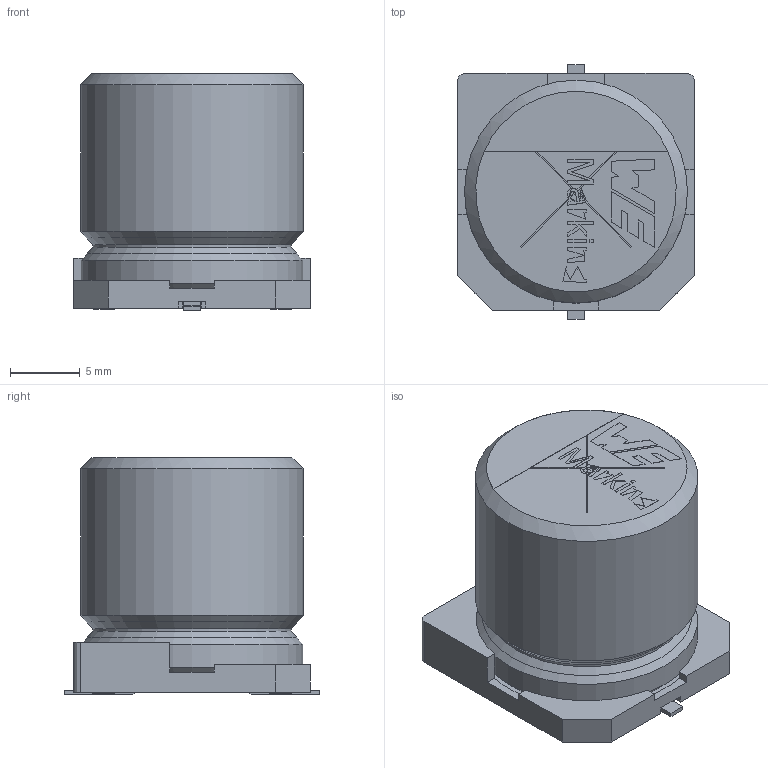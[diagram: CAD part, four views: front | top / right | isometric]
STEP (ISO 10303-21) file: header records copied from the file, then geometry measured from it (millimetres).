
FILE_DESCRIPTION(('Part exported from Nextra application'),'2;1');
FILE_NAME('16x17x7.stp','',(''),(''),'','Nextra','');
FILE_SCHEMA(('AUTOMOTIVE_DESIGN'));
Length unit declared in the file: millimetre
Products named in the file (4): 16x17x7; board; Body_
Assembly tree (2 placements, depth 2):
  16x17x7
    Body_
    Body_
  board
Bounding box: 17 x 18.3 x 17 mm (x, y, z)
Volume: 3493.6 mm3; surface area: 2095.7 mm2
Topology: 2 solids, 2 shells, 252 faces, 660 edges, 438 vertices
Faces by surface type: plane 195, cylinder 34, bspline 16, torus 7
Full cylindrical faces by diameter (mm): 1.25 x2, 1.587 x4, 2 x1, 2.32 x1, 3.92 x1, 4.24 x1, 5.84 x1, 6.16 x1, 9.68 x1, 10 x1, 11.2 x1, 14.24 x1, 15.9 x2, 16 x1
Entity records: 10660 total; most frequent: CARTESIAN_POINT 2633, ORIENTED_EDGE 1320, DIRECTION 1067, EDGE_CURVE 660, VERTEX_POINT 438, VECTOR 393, LINE 393, AXIS2_PLACEMENT_3D 337
